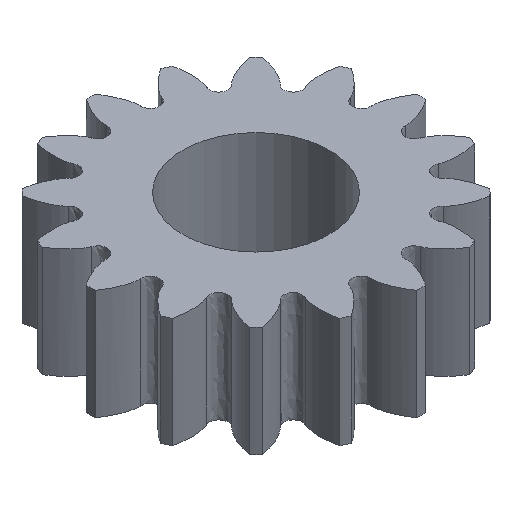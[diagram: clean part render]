
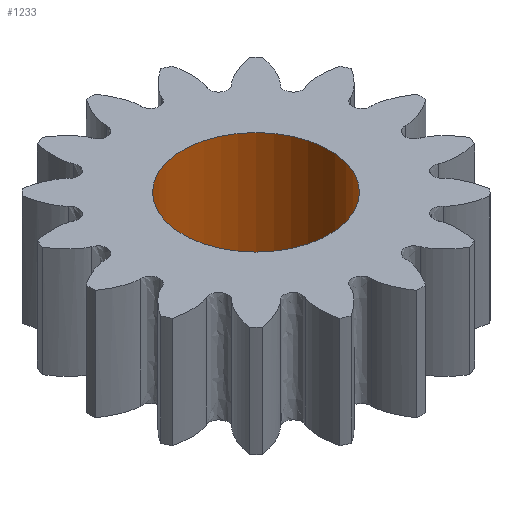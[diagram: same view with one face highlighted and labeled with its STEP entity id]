
A CAD part, isometric view. The second image highlights one B-rep face of the part: STEP entity #1233.
In plain terms, the highlighted cylindrical face has radius 1.99 mm (diameter 3.98 mm), a full revolution.
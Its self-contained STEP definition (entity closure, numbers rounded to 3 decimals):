
#54=CIRCLE('',#1296,1.99);
#56=CIRCLE('',#1300,1.99);
#73=CYLINDRICAL_SURFACE('',#1301,1.99);
#106=LINE('',#11377,#139);
#139=VECTOR('',#1445,2.);
#270=FACE_OUTER_BOUND('',#339,.T.);
#339=EDGE_LOOP('',(#1147,#1148,#1149,#1150));
#564=VERTEX_POINT('',#11369);
#565=VERTEX_POINT('',#11374);
#757=EDGE_CURVE('',#564,#564,#54,.F.);
#759=EDGE_CURVE('',#565,#565,#56,.F.);
#760=EDGE_CURVE('',#565,#564,#106,.T.);
#1147=ORIENTED_EDGE('',*,*,#759,.F.);
#1148=ORIENTED_EDGE('',*,*,#760,.T.);
#1149=ORIENTED_EDGE('',*,*,#757,.T.);
#1150=ORIENTED_EDGE('',*,*,#760,.F.);
#1233=ADVANCED_FACE('',(#270),#73,.F.);
#1296=AXIS2_PLACEMENT_3D('',#11370,#1433,#1434);
#1300=AXIS2_PLACEMENT_3D('',#11375,#1441,#1442);
#1301=AXIS2_PLACEMENT_3D('',#11376,#1443,#1444);
#1433=DIRECTION('center_axis',(0.,0.,1.));
#1434=DIRECTION('ref_axis',(1.,0.,0.));
#1441=DIRECTION('center_axis',(0.,0.,1.));
#1442=DIRECTION('ref_axis',(1.,0.,0.));
#1443=DIRECTION('center_axis',(0.,0.,1.));
#1444=DIRECTION('ref_axis',(1.,0.,0.));
#1445=DIRECTION('',(0.,0.,-1.));
#11369=CARTESIAN_POINT('',(-1.99,0.,0.));
#11370=CARTESIAN_POINT('Origin',(0.,0.,0.));
#11374=CARTESIAN_POINT('',(-1.99,0.,3.));
#11375=CARTESIAN_POINT('Origin',(0.,0.,3.));
#11376=CARTESIAN_POINT('Origin',(0.,0.,0.));
#11377=CARTESIAN_POINT('',(-1.99,0.,0.));
